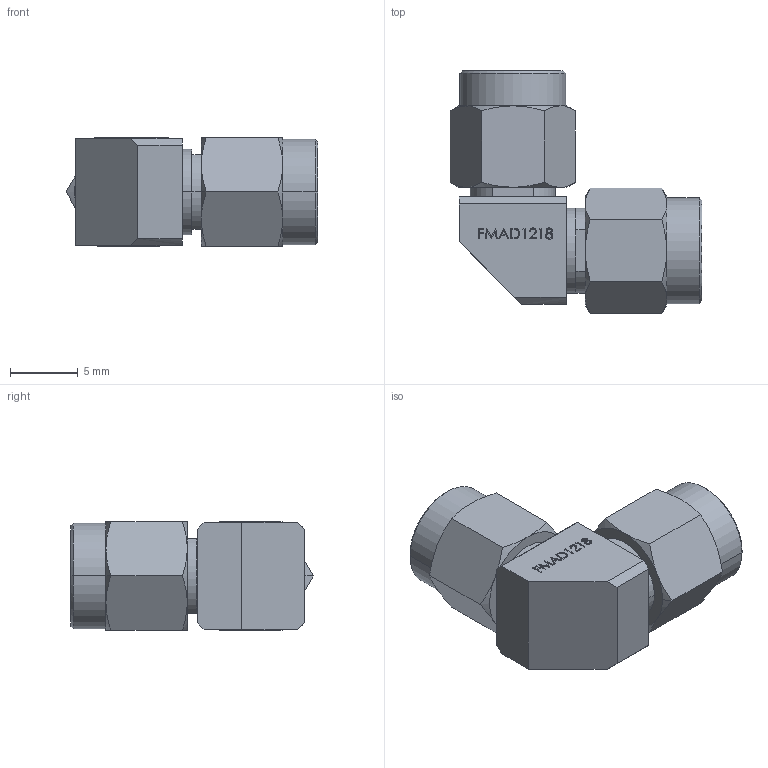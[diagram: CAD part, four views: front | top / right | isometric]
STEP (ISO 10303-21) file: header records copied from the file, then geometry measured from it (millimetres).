
FILE_DESCRIPTION (( 'STEP AP203' ), '1' );
FILE_NAME ('FMAD1218_3D.STEP', '2021-05-05T12:47:02', ( '' ), ( '' ), 'SwSTEP 2.0', 'SolidWorks 2020', '' );
FILE_SCHEMA (( 'CONFIG_CONTROL_DESIGN' ));
Length unit declared in the file: inch
Products named in the file (6): FMAD1218_3D; ALS-K3-RIGHT.stp; als-k3k3.stp; ALS-K3-TOP.stp; Part5^FMAD1218; ALS-K3K8-3.stp
Assembly tree (5 placements, depth 3):
  FMAD1218_3D
    als-k3k3.stp
      ALS-K3K8-3.stp
      ALS-K3-TOP.stp
      ALS-K3-RIGHT.stp
    Part5^FMAD1218
Bounding box: 18.58 x 17.9 x 8.02 mm (x, y, z)
Volume: 1346.2 mm3; surface area: 1089 mm2
Topology: 11 solids, 11 shells, 203 faces, 487 edges, 314 vertices
Faces by surface type: plane 113, cone 34, bspline 30, cylinder 26
Entity records: 8395 total; most frequent: CARTESIAN_POINT 3257, ORIENTED_EDGE 974, DIRECTION 827, EDGE_CURVE 487, VERTEX_POINT 314, LINE 291, VECTOR 291, AXIS2_PLACEMENT_3D 268
